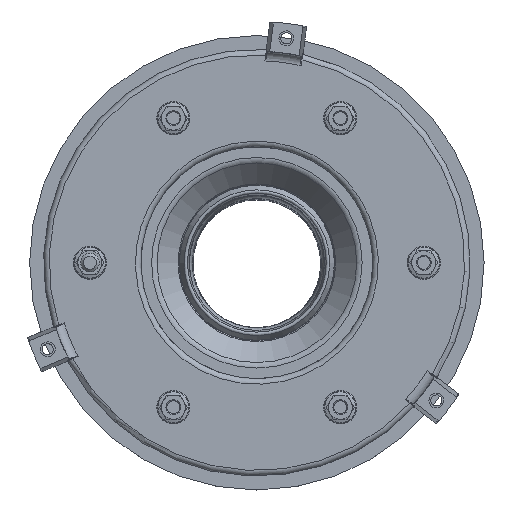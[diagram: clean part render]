
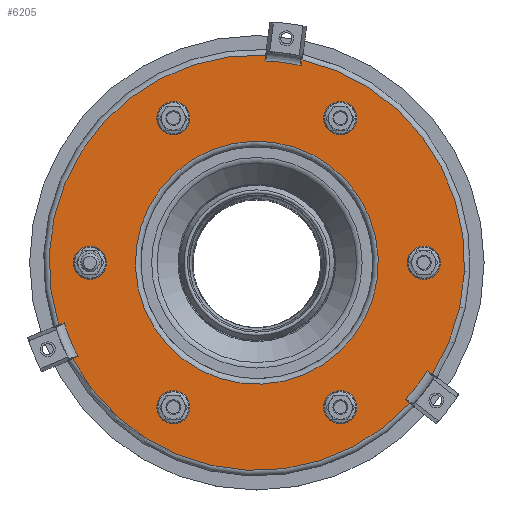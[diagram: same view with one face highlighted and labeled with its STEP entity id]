
A CAD part, top view. The second image highlights one B-rep face of the part: STEP entity #6205.
In plain terms, the highlighted planar face has unit normal (0, 0, 1).
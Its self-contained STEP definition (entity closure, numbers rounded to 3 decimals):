
#576=FACE_BOUND('',#1442,.T.);
#577=FACE_BOUND('',#1443,.T.);
#578=FACE_BOUND('',#1444,.T.);
#579=FACE_BOUND('',#1445,.T.);
#580=FACE_BOUND('',#1446,.T.);
#581=FACE_BOUND('',#1447,.T.);
#582=FACE_BOUND('',#1448,.T.);
#667=PLANE('',#7645);
#950=FACE_OUTER_BOUND('',#1441,.T.);
#1441=EDGE_LOOP('',(#4717,#4718,#4719,#4720,#4721,#4722,#4723,#4724,#4725,
#4726,#4727,#4728));
#1442=EDGE_LOOP('',(#4729));
#1443=EDGE_LOOP('',(#4730));
#1444=EDGE_LOOP('',(#4731));
#1445=EDGE_LOOP('',(#4732));
#1446=EDGE_LOOP('',(#4733));
#1447=EDGE_LOOP('',(#4734));
#1448=EDGE_LOOP('',(#4735));
#2026=CIRCLE('',#7643,112.);
#2028=CIRCLE('',#7646,108.842);
#2029=CIRCLE('',#7647,112.);
#2030=CIRCLE('',#7648,108.842);
#2031=CIRCLE('',#7649,112.);
#2032=CIRCLE('',#7650,108.842);
#2033=CIRCLE('',#7651,6.5);
#2034=CIRCLE('',#7652,6.5);
#2035=CIRCLE('',#7653,6.5);
#2036=CIRCLE('',#7654,6.5);
#2037=CIRCLE('',#7655,6.5);
#2038=CIRCLE('',#7656,6.5);
#2039=CIRCLE('',#7657,65.5);
#2519=VERTEX_POINT('',#11507);
#2522=VERTEX_POINT('',#11512);
#2525=VERTEX_POINT('',#11673);
#2527=VERTEX_POINT('',#11739);
#2528=VERTEX_POINT('',#11741);
#2529=VERTEX_POINT('',#11743);
#2530=VERTEX_POINT('',#11745);
#2531=VERTEX_POINT('',#11747);
#2532=VERTEX_POINT('',#11749);
#2533=VERTEX_POINT('',#11751);
#2534=VERTEX_POINT('',#11753);
#2535=VERTEX_POINT('',#11755);
#2536=VERTEX_POINT('',#11758);
#2537=VERTEX_POINT('',#11760);
#2538=VERTEX_POINT('',#11762);
#2539=VERTEX_POINT('',#11764);
#2540=VERTEX_POINT('',#11766);
#2541=VERTEX_POINT('',#11768);
#2542=VERTEX_POINT('',#11770);
#3299=EDGE_CURVE('',#2522,#2519,#6691,.T.);
#3303=EDGE_CURVE('',#2519,#2525,#2026,.T.);
#3306=EDGE_CURVE('',#2522,#2527,#2028,.T.);
#3307=EDGE_CURVE('',#2528,#2527,#6692,.T.);
#3308=EDGE_CURVE('',#2529,#2528,#2029,.T.);
#3309=EDGE_CURVE('',#2530,#2529,#6693,.T.);
#3310=EDGE_CURVE('',#2530,#2531,#2030,.T.);
#3311=EDGE_CURVE('',#2532,#2531,#6694,.T.);
#3312=EDGE_CURVE('',#2533,#2532,#2031,.T.);
#3313=EDGE_CURVE('',#2534,#2533,#6695,.T.);
#3314=EDGE_CURVE('',#2534,#2535,#2032,.T.);
#3315=EDGE_CURVE('',#2525,#2535,#6696,.T.);
#3316=EDGE_CURVE('',#2536,#2536,#2033,.T.);
#3317=EDGE_CURVE('',#2537,#2537,#2034,.T.);
#3318=EDGE_CURVE('',#2538,#2538,#2035,.T.);
#3319=EDGE_CURVE('',#2539,#2539,#2036,.T.);
#3320=EDGE_CURVE('',#2540,#2540,#2037,.T.);
#3321=EDGE_CURVE('',#2541,#2541,#2038,.T.);
#3322=EDGE_CURVE('',#2542,#2542,#2039,.T.);
#4717=ORIENTED_EDGE('',*,*,#3299,.F.);
#4718=ORIENTED_EDGE('',*,*,#3306,.T.);
#4719=ORIENTED_EDGE('',*,*,#3307,.F.);
#4720=ORIENTED_EDGE('',*,*,#3308,.F.);
#4721=ORIENTED_EDGE('',*,*,#3309,.F.);
#4722=ORIENTED_EDGE('',*,*,#3310,.T.);
#4723=ORIENTED_EDGE('',*,*,#3311,.F.);
#4724=ORIENTED_EDGE('',*,*,#3312,.F.);
#4725=ORIENTED_EDGE('',*,*,#3313,.F.);
#4726=ORIENTED_EDGE('',*,*,#3314,.T.);
#4727=ORIENTED_EDGE('',*,*,#3315,.F.);
#4728=ORIENTED_EDGE('',*,*,#3303,.F.);
#4729=ORIENTED_EDGE('',*,*,#3316,.T.);
#4730=ORIENTED_EDGE('',*,*,#3317,.T.);
#4731=ORIENTED_EDGE('',*,*,#3318,.T.);
#4732=ORIENTED_EDGE('',*,*,#3319,.T.);
#4733=ORIENTED_EDGE('',*,*,#3320,.T.);
#4734=ORIENTED_EDGE('',*,*,#3321,.T.);
#4735=ORIENTED_EDGE('',*,*,#3322,.T.);
#6205=ADVANCED_FACE('',(#950,#576,#577,#578,#579,#580,#581,#582),#667,.F.);
#6691=LINE('',#11521,#7026);
#6692=LINE('',#11742,#7027);
#6693=LINE('',#11746,#7028);
#6694=LINE('',#11750,#7029);
#6695=LINE('',#11754,#7030);
#6696=LINE('',#11757,#7031);
#7026=VECTOR('',#9232,1.);
#7027=VECTOR('',#9243,1.);
#7028=VECTOR('',#9246,1.);
#7029=VECTOR('',#9249,1.);
#7030=VECTOR('',#9252,1.);
#7031=VECTOR('',#9255,1.);
#7643=AXIS2_PLACEMENT_3D('',#11674,#9235,#9236);
#7645=AXIS2_PLACEMENT_3D('',#11738,#9239,#9240);
#7646=AXIS2_PLACEMENT_3D('',#11740,#9241,#9242);
#7647=AXIS2_PLACEMENT_3D('',#11744,#9244,#9245);
#7648=AXIS2_PLACEMENT_3D('',#11748,#9247,#9248);
#7649=AXIS2_PLACEMENT_3D('',#11752,#9250,#9251);
#7650=AXIS2_PLACEMENT_3D('',#11756,#9253,#9254);
#7651=AXIS2_PLACEMENT_3D('',#11759,#9256,#9257);
#7652=AXIS2_PLACEMENT_3D('',#11761,#9258,#9259);
#7653=AXIS2_PLACEMENT_3D('',#11763,#9260,#9261);
#7654=AXIS2_PLACEMENT_3D('',#11765,#9262,#9263);
#7655=AXIS2_PLACEMENT_3D('',#11767,#9264,#9265);
#7656=AXIS2_PLACEMENT_3D('',#11769,#9266,#9267);
#7657=AXIS2_PLACEMENT_3D('',#11771,#9268,#9269);
#9232=DIRECTION('',(0.131,0.991,0.));
#9235=DIRECTION('center_axis',(0.,0.,
-1.));
#9236=DIRECTION('ref_axis',(-0.924,-0.383,0.));
#9239=DIRECTION('center_axis',(0.,0.,
-1.));
#9240=DIRECTION('ref_axis',(0.924,0.383,0.));
#9241=DIRECTION('center_axis',(0.,0.,
1.));
#9242=DIRECTION('ref_axis',(0.924,0.383,0.));
#9243=DIRECTION('',(-0.131,-0.991,0.));
#9244=DIRECTION('center_axis',(0.,0.,
-1.));
#9245=DIRECTION('ref_axis',(-0.924,-0.383,0.));
#9246=DIRECTION('',(-0.924,-0.383,0.));
#9247=DIRECTION('center_axis',(0.,0.,
1.));
#9248=DIRECTION('ref_axis',(0.924,0.383,0.));
#9249=DIRECTION('',(0.924,0.383,0.));
#9250=DIRECTION('center_axis',(0.,0.,
-1.));
#9251=DIRECTION('ref_axis',(-0.924,-0.383,0.));
#9252=DIRECTION('',(0.793,-0.609,0.));
#9253=DIRECTION('center_axis',(0.,0.,
1.));
#9254=DIRECTION('ref_axis',(0.924,0.383,0.));
#9255=DIRECTION('',(-0.793,0.609,0.));
#9256=DIRECTION('center_axis',(0.,0.,
-1.));
#9257=DIRECTION('ref_axis',(0.924,0.383,0.));
#9258=DIRECTION('center_axis',(0.,0.,
-1.));
#9259=DIRECTION('ref_axis',(-0.924,-0.383,0.));
#9260=DIRECTION('center_axis',(0.,0.,
-1.));
#9261=DIRECTION('ref_axis',(0.924,0.383,0.));
#9262=DIRECTION('center_axis',(0.,0.,
-1.));
#9263=DIRECTION('ref_axis',(0.924,0.383,0.));
#9264=DIRECTION('center_axis',(0.,0.,
-1.));
#9265=DIRECTION('ref_axis',(0.924,0.383,0.));
#9266=DIRECTION('center_axis',(0.,0.,
-1.));
#9267=DIRECTION('ref_axis',(-0.924,-0.383,0.));
#9268=DIRECTION('center_axis',(0.,0.,
-1.));
#9269=DIRECTION('ref_axis',(-0.924,-0.383,0.));
#11507=CARTESIAN_POINT('',(2844.38,2110.499,74.366));
#11512=CARTESIAN_POINT('',(2843.966,2107.355,74.366));
#11521=CARTESIAN_POINT('',(2833.799,2030.127,74.366));
#11673=CARTESIAN_POINT('',(2914.558,1941.073,74.366));
#11674=CARTESIAN_POINT('Origin',(2820.05,2001.174,74.366));
#11738=CARTESIAN_POINT('Origin',(2707.336,1954.486,74.366));
#11739=CARTESIAN_POINT('',(2824.43,2109.927,74.366));
#11740=CARTESIAN_POINT('Origin',(2820.05,2001.174,74.366));
#11741=CARTESIAN_POINT('',(2824.844,2113.071,74.366));
#11742=CARTESIAN_POINT('',(2814.262,2032.699,74.366));
#11743=CARTESIAN_POINT('',(2713.206,1967.582,74.366));
#11744=CARTESIAN_POINT('Origin',(2820.05,2001.174,74.366));
#11745=CARTESIAN_POINT('',(2716.135,1968.795,74.366));
#11746=CARTESIAN_POINT('',(2703.566,1963.589,74.366));
#11747=CARTESIAN_POINT('',(2723.676,1950.59,74.366));
#11748=CARTESIAN_POINT('Origin',(2820.05,2001.174,74.366));
#11749=CARTESIAN_POINT('',(2720.747,1949.377,74.366));
#11750=CARTESIAN_POINT('',(2711.107,1945.384,74.366));
#11751=CARTESIAN_POINT('',(2902.563,1925.44,74.366));
#11752=CARTESIAN_POINT('Origin',(2820.05,2001.174,74.366));
#11753=CARTESIAN_POINT('',(2900.047,1927.37,74.366));
#11754=CARTESIAN_POINT('',(2838.249,1974.79,74.366));
#11755=CARTESIAN_POINT('',(2912.043,1943.003,74.366));
#11756=CARTESIAN_POINT('Origin',(2820.05,2001.174,74.366));
#11757=CARTESIAN_POINT('',(2850.245,1990.423,74.366));
#11758=CARTESIAN_POINT('',(2769.044,1920.744,74.366));
#11759=CARTESIAN_POINT('Origin',(2775.05,1923.231,74.366));
#11760=CARTESIAN_POINT('',(2781.055,2081.603,74.366));
#11761=CARTESIAN_POINT('Origin',(2775.05,2079.116,74.366));
#11762=CARTESIAN_POINT('',(2904.044,1998.686,74.366));
#11763=CARTESIAN_POINT('Origin',(2910.05,2001.174,74.366));
#11764=CARTESIAN_POINT('',(2859.044,2076.628,74.366));
#11765=CARTESIAN_POINT('Origin',(2865.05,2079.116,74.366));
#11766=CARTESIAN_POINT('',(2724.044,1998.686,74.366));
#11767=CARTESIAN_POINT('Origin',(2730.05,2001.174,74.366));
#11768=CARTESIAN_POINT('',(2871.055,1925.719,74.366));
#11769=CARTESIAN_POINT('Origin',(2865.05,1923.231,74.366));
#11770=CARTESIAN_POINT('',(2794.984,2061.688,74.366));
#11771=CARTESIAN_POINT('Origin',(2820.05,2001.174,74.366));
